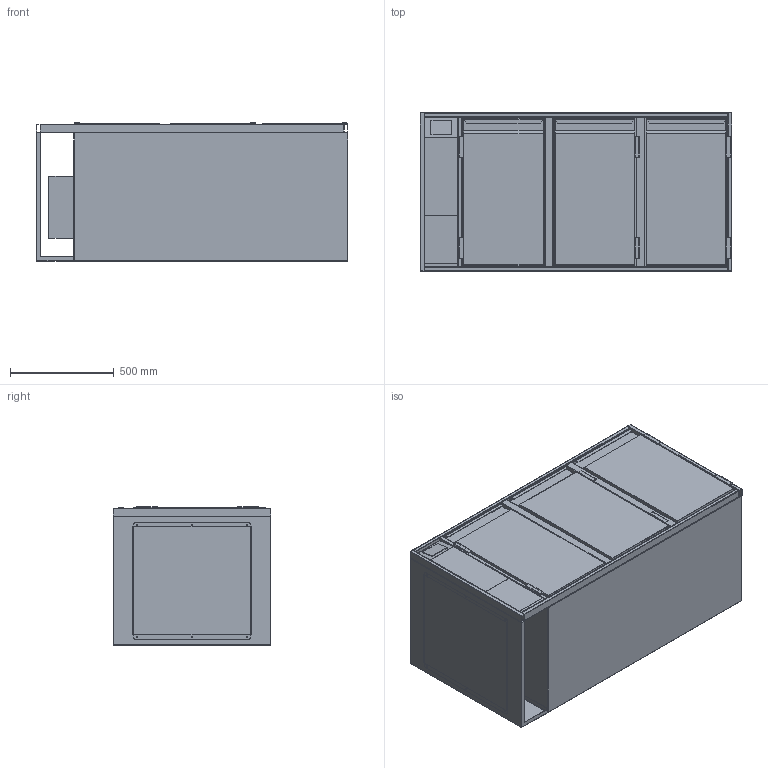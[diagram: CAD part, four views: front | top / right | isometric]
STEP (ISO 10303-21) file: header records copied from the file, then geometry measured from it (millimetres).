
FILE_DESCRIPTION (( 'STEP AP203' ), '1' );
FILE_NAME ('G-KTZ-3-76-L-3T.step', '2024-02-26T13:34:29', ( '' ), ( '' ), 'SwSTEP 2.0', 'SolidWorks 2023', '' );
FILE_SCHEMA (( 'CONFIG_CONTROL_DESIGN' ));
Length unit declared in the file: millimetre
Products named in the file (11): 20-03-43319_G-KT-Einbauelement-Tür-400-660-760-R; 21-01-47565_G-KT-FRR-760-1500--1320B-180; 20-03-43331_G-KT-Auflage-400-660-mit-Rost; 24-02-55011_G-KT-Fach-Z-L-180-660-760; 20-03-43331_G-KT-Auflage-400-660-Ohne-Rost; 24-02-55012_G-KT-Korpus-1320-660-760-L; 18-06-35404_TUER-385-705-R; 18-06-35404_TUER-385-705-L; G-KTZ-3-76-L-3T; 20-03-43319_G-KT-Einbauelement-Tür-400-660-760-L; 20-03-43318_G-KT-Rahmen-Tür-400-760
Assembly tree (16 placements, depth 3):
  G-KTZ-3-76-L-3T
    24-02-55012_G-KT-Korpus-1320-660-760-L
    21-01-47565_G-KT-FRR-760-1500--1320B-180
    24-02-55011_G-KT-Fach-Z-L-180-660-760
    20-03-43319_G-KT-Einbauelement-Tür-400-660-760-L
      20-03-43318_G-KT-Rahmen-Tür-400-760
      18-06-35404_TUER-385-705-L
      20-03-43331_G-KT-Auflage-400-660-Ohne-Rost  x2
      20-03-43331_G-KT-Auflage-400-660-mit-Rost
    20-03-43319_G-KT-Einbauelement-Tür-400-660-760-R  x2
      20-03-43318_G-KT-Rahmen-Tür-400-760
      18-06-35404_TUER-385-705-R
      20-03-43331_G-KT-Auflage-400-660-Ohne-Rost
      20-03-43331_G-KT-Auflage-400-660-mit-Rost
Bounding box: 1501 x 760 x 667.5 mm (x, y, z)
Volume: 34825345.9 mm3; surface area: 16736092.7 mm2
Topology: 35 solids, 42 shells, 2397 faces, 6372 edges, 4032 vertices
Faces by surface type: cylinder 1466, plane 792, torus 48, sphere 46, bspline 45
Entity records: 36542 total; most frequent: CARTESIAN_POINT 6876, DIRECTION 6145, ORIENTED_EDGE 5702, EDGE_CURVE 2853, AXIS2_PLACEMENT_3D 2287, VERTEX_POINT 1806, LINE 1571, VECTOR 1571
